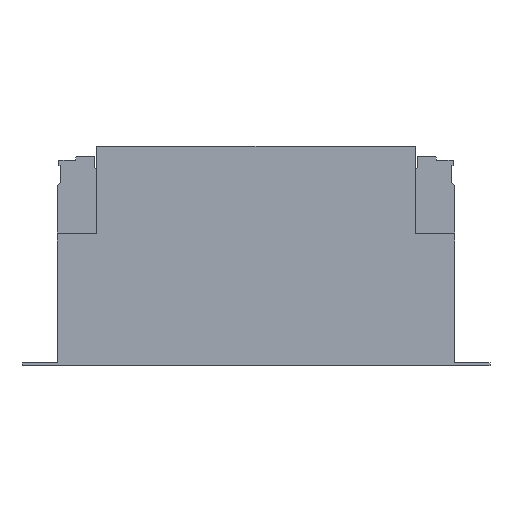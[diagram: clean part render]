
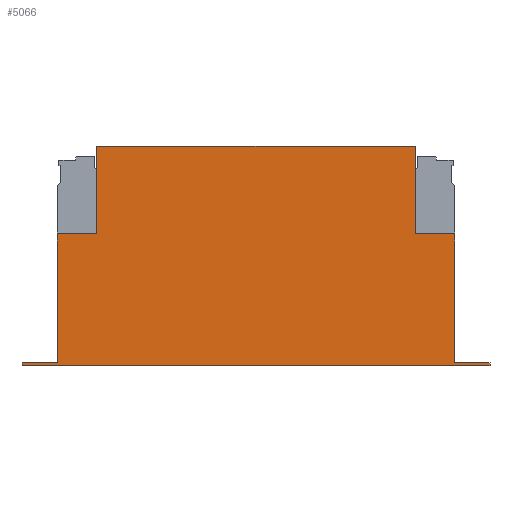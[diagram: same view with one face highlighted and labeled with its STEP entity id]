
A CAD part, top view. The second image highlights one B-rep face of the part: STEP entity #5066.
In plain terms, the highlighted planar face has unit normal (0, 0, 1).
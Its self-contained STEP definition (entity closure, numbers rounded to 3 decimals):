
#58 = LINE ( 'NONE', #368, #4811 ) ;
#205 = LINE ( 'NONE', #3278, #5103 ) ;
#266 = VECTOR ( 'NONE', #5417, 1000. ) ;
#267 = CARTESIAN_POINT ( 'NONE',  ( 68., 44., 19.5 ) ) ;
#330 = DIRECTION ( 'NONE',  ( 0., 1., 0. ) ) ;
#346 = CARTESIAN_POINT ( 'NONE',  ( 80., 0., 19.5 ) ) ;
#368 = CARTESIAN_POINT ( 'NONE',  ( 54.5, 44., 19.5 ) ) ;
#388 = CARTESIAN_POINT ( 'NONE',  ( -54.5, 74., 19.5 ) ) ;
#400 = DIRECTION ( 'NONE',  ( -1., 0., 0. ) ) ;
#426 = VECTOR ( 'NONE', #3088, 1000. ) ;
#515 = DIRECTION ( 'NONE',  ( 0., -1., 0. ) ) ;
#584 = CARTESIAN_POINT ( 'NONE',  ( 0., 0., 19.5 ) ) ;
#641 = EDGE_CURVE ( 'Defeature ausgef�hrt1_19+Defeature ausgef�hrt1_11+Defeature ausgef�hrt1_12+Defeature ausgef�hrt1_10', #3789, #4974, #205, .T. ) ;
#664 = CARTESIAN_POINT ( 'NONE',  ( -80., -1., 19.5 ) ) ;
#693 = CARTESIAN_POINT ( 'NONE',  ( -80., 0., 19.5 ) ) ;
#703 = DIRECTION ( 'NONE',  ( 0., -1., 0. ) ) ;
#823 = VERTEX_POINT ( 'NONE', #3074 ) ;
#1057 = DIRECTION ( 'NONE',  ( 0., 0., 1. ) ) ;
#1235 = ORIENTED_EDGE ( 'NONE', *, *, #1581, .T. ) ;
#1240 = CARTESIAN_POINT ( 'NONE',  ( -68., 0., 19.5 ) ) ;
#1288 = EDGE_CURVE ( 'Defeature ausgef�hrt1_19+Defeature ausgef�hrt1_17+Defeature ausgef�hrt1_6+Defeature ausgef�hrt1_16', #2897, #2610, #5661, .T. ) ;
#1444 = DIRECTION ( 'NONE',  ( -1., 0., 0. ) ) ;
#1541 = ORIENTED_EDGE ( 'NONE', *, *, #4063, .T. ) ;
#1562 = VERTEX_POINT ( 'NONE', #4914 ) ;
#1563 = CARTESIAN_POINT ( 'NONE',  ( 68., 0., 19.5 ) ) ;
#1581 = EDGE_CURVE ( 'Defeature ausgef�hrt1_19+Defeature ausgef�hrt1_12+Defeature ausgef�hrt1_13+Defeature ausgef�hrt1_11', #3235, #3789, #1629, .T. ) ;
#1629 = LINE ( 'NONE', #5591, #266 ) ;
#1632 = LINE ( 'NONE', #4497, #426 ) ;
#1730 = LINE ( 'NONE', #5735, #3172 ) ;
#1914 = VERTEX_POINT ( 'NONE', #1563 ) ;
#1996 = DIRECTION ( 'NONE',  ( 0., 1., 0. ) ) ;
#2006 = VECTOR ( 'NONE', #1996, 1000. ) ;
#2014 = DIRECTION ( 'NONE',  ( 1., 0., 0. ) ) ;
#2021 = CARTESIAN_POINT ( 'NONE',  ( 54.5, 74., 19.5 ) ) ;
#2361 = ORIENTED_EDGE ( 'NONE', *, *, #5405, .T. ) ;
#2400 = ORIENTED_EDGE ( 'NONE', *, *, #5220, .T. ) ;
#2411 = CARTESIAN_POINT ( 'NONE',  ( -68., 44., 19.5 ) ) ;
#2610 = VERTEX_POINT ( 'NONE', #3200 ) ;
#2659 = ORIENTED_EDGE ( 'NONE', *, *, #3475, .T. ) ;
#2683 = DIRECTION ( 'NONE',  ( -1., 0., 0. ) ) ;
#2897 = VERTEX_POINT ( 'NONE', #3239 ) ;
#2951 = LINE ( 'NONE', #4917, #5732 ) ;
#3060 = VERTEX_POINT ( 'NONE', #2411 ) ;
#3074 = CARTESIAN_POINT ( 'NONE',  ( -80., -1., 19.5 ) ) ;
#3088 = DIRECTION ( 'NONE',  ( 0., -1., 0. ) ) ;
#3172 = VECTOR ( 'NONE', #5320, 1000. ) ;
#3200 = CARTESIAN_POINT ( 'NONE',  ( 80., 0., 19.5 ) ) ;
#3235 = VERTEX_POINT ( 'NONE', #2021 ) ;
#3239 = CARTESIAN_POINT ( 'NONE',  ( 80., -1., 19.5 ) ) ;
#3243 = VECTOR ( 'NONE', #2014, 1000. ) ;
#3278 = CARTESIAN_POINT ( 'NONE',  ( -54.5, 44., 19.5 ) ) ;
#3475 = EDGE_CURVE ( 'Defeature ausgef�hrt1_19+Defeature ausgef�hrt1_9+Defeature ausgef�hrt1_10+Defeature ausgef�hrt1_8', #3060, #4363, #1632, .T. ) ;
#3488 = EDGE_CURVE ( 'Defeature ausgef�hrt1_19+Defeature ausgef�hrt1_16+Defeature ausgef�hrt1_17+Defeature ausgef�hrt1_15', #2610, #1914, #5521, .T. ) ;
#3536 = LINE ( 'NONE', #4780, #3243 ) ;
#3594 = ORIENTED_EDGE ( 'NONE', *, *, #4165, .T. ) ;
#3664 = VECTOR ( 'NONE', #1444, 1000. ) ;
#3783 = CARTESIAN_POINT ( 'NONE',  ( 68., 44., 19.5 ) ) ;
#3789 = VERTEX_POINT ( 'NONE', #388 ) ;
#3809 = DIRECTION ( 'NONE',  ( 1., 0., 0. ) ) ;
#3892 = ORIENTED_EDGE ( 'NONE', *, *, #4702, .T. ) ;
#3949 = VECTOR ( 'NONE', #2683, 1000. ) ;
#3960 = EDGE_CURVE ( 'Defeature ausgef�hrt1_19+Defeature ausgef�hrt1_10+Defeature ausgef�hrt1_11+Defeature ausgef�hrt1_9', #4974, #3060, #4369, .T. ) ;
#4063 = EDGE_CURVE ( 'Defeature ausgef�hrt1_19+Defeature ausgef�hrt1_15+Defeature ausgef�hrt1_16+Defeature ausgef�hrt1_2', #1914, #4630, #5087, .T. ) ;
#4100 = EDGE_LOOP ( 'NONE', ( #4196, #5319, #5441, #1541, #2361, #3892, #1235, #4176, #4690, #2659, #2400, #3594 ) ) ;
#4165 = EDGE_CURVE ( 'Defeature ausgef�hrt1_19+Defeature ausgef�hrt1_4+Defeature ausgef�hrt1_8+Defeature ausgef�hrt1_6', #5889, #823, #5430, .T. ) ;
#4176 = ORIENTED_EDGE ( 'NONE', *, *, #641, .T. ) ;
#4196 = ORIENTED_EDGE ( 'NONE', *, *, #5170, .T. ) ;
#4213 = CARTESIAN_POINT ( 'NONE',  ( -54.5, 44., 19.5 ) ) ;
#4281 = CARTESIAN_POINT ( 'NONE',  ( 80., -1., 19.5 ) ) ;
#4363 = VERTEX_POINT ( 'NONE', #1240 ) ;
#4369 = LINE ( 'NONE', #4213, #3664 ) ;
#4497 = CARTESIAN_POINT ( 'NONE',  ( -68., 0., 19.5 ) ) ;
#4630 = VERTEX_POINT ( 'NONE', #267 ) ;
#4674 = PLANE ( 'NONE',  #5367 ) ;
#4690 = ORIENTED_EDGE ( 'NONE', *, *, #3960, .T. ) ;
#4702 = EDGE_CURVE ( 'Defeature ausgef�hrt1_19+Defeature ausgef�hrt1_13+Defeature ausgef�hrt1_2+Defeature ausgef�hrt1_12', #1562, #3235, #2951, .T. ) ;
#4780 = CARTESIAN_POINT ( 'NONE',  ( -80., -1., 19.5 ) ) ;
#4811 = VECTOR ( 'NONE', #400, 1000. ) ;
#4914 = CARTESIAN_POINT ( 'NONE',  ( 54.5, 44., 19.5 ) ) ;
#4917 = CARTESIAN_POINT ( 'NONE',  ( 54.5, 44., 19.5 ) ) ;
#4974 = VERTEX_POINT ( 'NONE', #5951 ) ;
#5066 = ADVANCED_FACE ( 'Defeature ausgef�hrt1_19', ( #5662 ), #4674, .T. ) ;
#5087 = LINE ( 'NONE', #3783, #5155 ) ;
#5103 = VECTOR ( 'NONE', #515, 1000. ) ;
#5155 = VECTOR ( 'NONE', #5186, 1000. ) ;
#5170 = EDGE_CURVE ( 'Defeature ausgef�hrt1_19+Defeature ausgef�hrt1_6+Defeature ausgef�hrt1_4+Defeature ausgef�hrt1_17', #823, #2897, #3536, .T. ) ;
#5186 = DIRECTION ( 'NONE',  ( 0., 1., 0. ) ) ;
#5220 = EDGE_CURVE ( 'Defeature ausgef�hrt1_19+Defeature ausgef�hrt1_8+Defeature ausgef�hrt1_9+Defeature ausgef�hrt1_4', #4363, #5889, #1730, .T. ) ;
#5319 = ORIENTED_EDGE ( 'NONE', *, *, #1288, .T. ) ;
#5320 = DIRECTION ( 'NONE',  ( -1., 0., 0. ) ) ;
#5367 = AXIS2_PLACEMENT_3D ( 'NONE', #584, #1057, #3809 ) ;
#5405 = EDGE_CURVE ( 'Defeature ausgef�hrt1_19+Defeature ausgef�hrt1_2+Defeature ausgef�hrt1_15+Defeature ausgef�hrt1_13', #4630, #1562, #58, .T. ) ;
#5417 = DIRECTION ( 'NONE',  ( -1., 0., 0. ) ) ;
#5430 = LINE ( 'NONE', #664, #5791 ) ;
#5441 = ORIENTED_EDGE ( 'NONE', *, *, #3488, .T. ) ;
#5521 = LINE ( 'NONE', #346, #3949 ) ;
#5591 = CARTESIAN_POINT ( 'NONE',  ( -54.5, 74., 19.5 ) ) ;
#5661 = LINE ( 'NONE', #4281, #2006 ) ;
#5662 = FACE_OUTER_BOUND ( 'NONE', #4100, .T. ) ;
#5732 = VECTOR ( 'NONE', #330, 1000. ) ;
#5735 = CARTESIAN_POINT ( 'NONE',  ( -80., 0., 19.5 ) ) ;
#5791 = VECTOR ( 'NONE', #703, 1000. ) ;
#5889 = VERTEX_POINT ( 'NONE', #693 ) ;
#5951 = CARTESIAN_POINT ( 'NONE',  ( -54.5, 44., 19.5 ) ) ;
